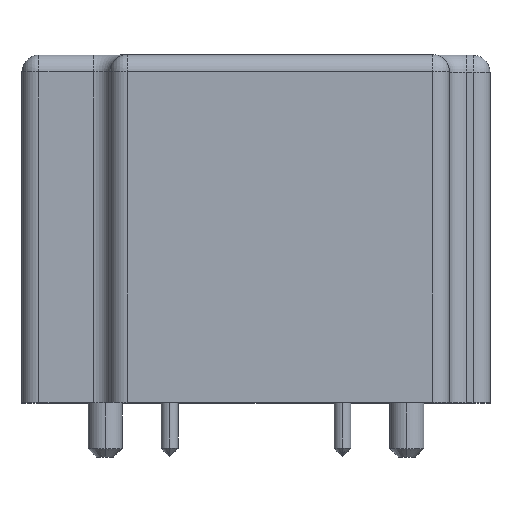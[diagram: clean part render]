
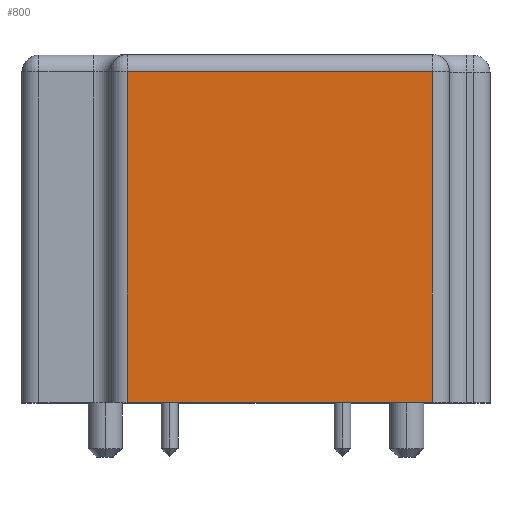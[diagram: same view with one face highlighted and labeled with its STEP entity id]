
A CAD part, top view. The second image highlights one B-rep face of the part: STEP entity #800.
In plain terms, the highlighted planar face has unit normal (0, 0, 1).
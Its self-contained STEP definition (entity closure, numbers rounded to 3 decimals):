
#34 = CARTESIAN_POINT ( 'NONE',  ( 19., 20.5, 0. ) ) ;
#63 = VECTOR ( 'NONE', #1529, 1000. ) ;
#74 = DIRECTION ( 'NONE',  ( -1., 0., 0. ) ) ;
#79 = VECTOR ( 'NONE', #74, 1000. ) ;
#164 = VERTEX_POINT ( 'NONE', #743 ) ;
#175 = DIRECTION ( 'NONE',  ( 0., -1., 0. ) ) ;
#202 = EDGE_CURVE ( 'NONE', #733, #708, #570, .T. ) ;
#261 = CARTESIAN_POINT ( 'NONE',  ( 19., 19.5, 0. ) ) ;
#303 = VERTEX_POINT ( 'NONE', #261 ) ;
#308 = LINE ( 'NONE', #1167, #79 ) ;
#353 = AXIS2_PLACEMENT_3D ( 'NONE', #34, #668, #1247 ) ;
#385 = ORIENTED_EDGE ( 'NONE', *, *, #435, .F. ) ;
#412 = ORIENTED_EDGE ( 'NONE', *, *, #1479, .T. ) ;
#435 = EDGE_CURVE ( 'NONE', #303, #708, #701, .T. ) ;
#482 = ORIENTED_EDGE ( 'NONE', *, *, #1083, .T. ) ;
#502 = CARTESIAN_POINT ( 'NONE',  ( 1., 0., 0. ) ) ;
#527 = FACE_OUTER_BOUND ( 'NONE', #1064, .T. ) ;
#570 = LINE ( 'NONE', #971, #1000 ) ;
#604 = ORIENTED_EDGE ( 'NONE', *, *, #202, .T. ) ;
#668 = DIRECTION ( 'NONE',  ( 0., 0., -1. ) ) ;
#675 = CARTESIAN_POINT ( 'NONE',  ( 1., 20.5, 0. ) ) ;
#701 = LINE ( 'NONE', #923, #1450 ) ;
#708 = VERTEX_POINT ( 'NONE', #1226 ) ;
#733 = VERTEX_POINT ( 'NONE', #502 ) ;
#743 = CARTESIAN_POINT ( 'NONE',  ( 1., 19.5, 0. ) ) ;
#800 = ADVANCED_FACE ( 'NONE', ( #527 ), #1499, .F. ) ;
#923 = CARTESIAN_POINT ( 'NONE',  ( 19., 20.5, 0. ) ) ;
#971 = CARTESIAN_POINT ( 'NONE',  ( 19., 0., 0. ) ) ;
#1000 = VECTOR ( 'NONE', #1085, 1000. ) ;
#1040 = LINE ( 'NONE', #675, #63 ) ;
#1064 = EDGE_LOOP ( 'NONE', ( #385, #412, #482, #604 ) ) ;
#1083 = EDGE_CURVE ( 'NONE', #164, #733, #1040, .T. ) ;
#1085 = DIRECTION ( 'NONE',  ( 1., 0., 0. ) ) ;
#1167 = CARTESIAN_POINT ( 'NONE',  ( 19., 19.5, 0. ) ) ;
#1226 = CARTESIAN_POINT ( 'NONE',  ( 19., 0., 0. ) ) ;
#1247 = DIRECTION ( 'NONE',  ( -1., 0., 0. ) ) ;
#1450 = VECTOR ( 'NONE', #175, 1000. ) ;
#1479 = EDGE_CURVE ( 'NONE', #303, #164, #308, .T. ) ;
#1499 = PLANE ( 'NONE',  #353 ) ;
#1529 = DIRECTION ( 'NONE',  ( 0., -1., 0. ) ) ;
